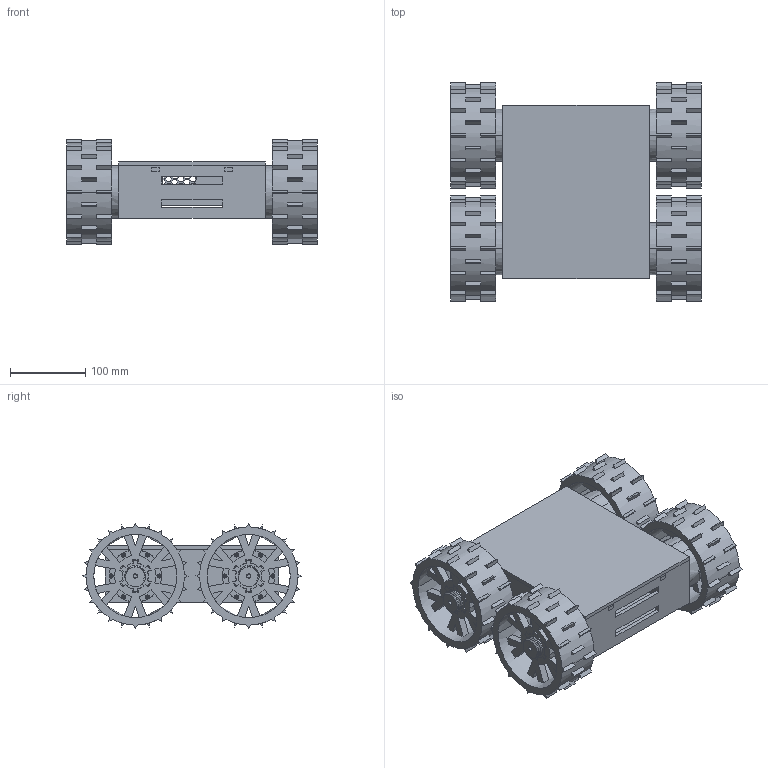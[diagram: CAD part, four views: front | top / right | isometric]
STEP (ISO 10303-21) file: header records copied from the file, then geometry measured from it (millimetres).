
FILE_DESCRIPTION(/* description */ ('STEP AP242 Edition 2','CAx-IF Rec.Pracs.---Representation and Presentation of Product Manufacturing Information (PMI)---4.0---2014-10-13','CAx-IF Rec.Pracs.---3D Tessellated Geometry---0.4---2014-09-14','2;1','CAx-IF Rec.Pracs.---User Defined Attributes---1.5---2016-08-15'),/* implementation_level */ '2;1');
FILE_NAME(/* name */ '694c166196d4aa6277bf4cf3',/* time_stamp */ '2025-12-24T16:35:46Z',/* author */ (''),/* organization */ (''),/* preprocessor_version */ 'ST-DEVELOPER v20',/* originating_system */ 'ONSHAPE BY PTC INC, 1.208',/* authorisation */ ' ');
FILE_SCHEMA (('AP242_MANAGED_MODEL_BASED_3D_ENGINEERING_MIM_LF { 1 0 10303 442 3 1 4 }'));
Length unit declared in the file: metre
Products named in the file (11): Assembly 1; Part 1; id11; id16; cooler <1>
Assembly tree (25 placements, depth 3):
  Assembly 1
    Part 1  x4
    id11  x4
    id16  x4
    Part 1  x4
    Part 1
    Part 1
    cooler <1>
      Part 1
      Part 1
    Part 1  x4
Bounding box: 333 x 290.96 x 140.36 mm (x, y, z)
Volume: 2589057.7 mm3; surface area: 811702.1 mm2
Topology: 24 solids, 24 shells, 1881 faces, 5308 edges, 3546 vertices
Faces by surface type: bspline 1881
Entity records: 28050 total; most frequent: CARTESIAN_POINT 8698, ORIENTED_EDGE 4646, DIRECTION 2730, EDGE_CURVE 2323, LINE 1586, VECTOR 1586, VERTEX_POINT 1557, EDGE_LOOP 1020
